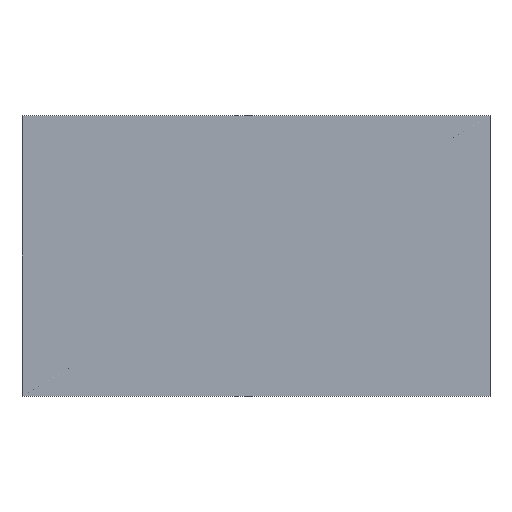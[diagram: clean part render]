
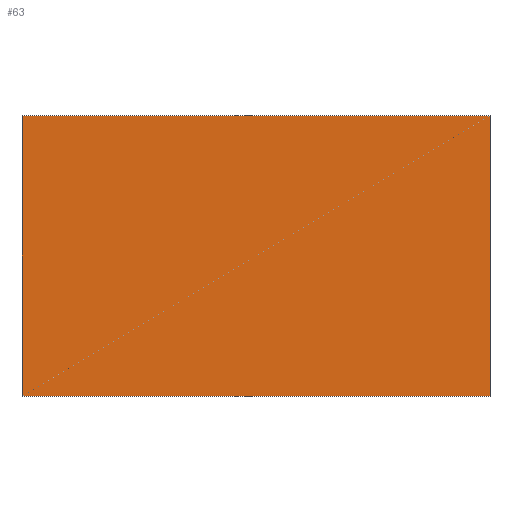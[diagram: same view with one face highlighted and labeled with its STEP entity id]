
A CAD part, front view. The second image highlights one B-rep face of the part: STEP entity #63.
In plain terms, the highlighted planar face has unit normal (0, -1, 0).
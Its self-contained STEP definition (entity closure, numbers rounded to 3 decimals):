
#63=ADVANCED_FACE('',(#152),#154,.F.);
#152=FACE_BOUND('',#153,.T.);
#153=EDGE_LOOP('',(#271,#272,#273,#274));
#154=PLANE('',#155);
#155=AXIS2_PLACEMENT_3D('',#156,#157,#158);
#156=CARTESIAN_POINT('',(0.,0.,0.));
#157=DIRECTION('',(0.,1.,0.));
#158=DIRECTION('',(0.,0.,-1.));
#271=ORIENTED_EDGE('',*,*,#314,.F.);
#272=ORIENTED_EDGE('',*,*,#310,.F.);
#273=ORIENTED_EDGE('',*,*,#308,.F.);
#274=ORIENTED_EDGE('',*,*,#303,.F.);
#303=EDGE_CURVE('',#347,#348,#349,.T.);
#308=EDGE_CURVE('',#348,#356,#357,.T.);
#310=EDGE_CURVE('',#356,#359,#360,.T.);
#314=EDGE_CURVE('',#359,#347,#366,.T.);
#347=VERTEX_POINT('',#435);
#348=VERTEX_POINT('',#436);
#349=LINE('',#437,#438);
#356=VERTEX_POINT('',#456);
#357=LINE('',#457,#458);
#359=VERTEX_POINT('',#463);
#360=LINE('',#464,#465);
#366=LINE('',#480,#481);
#435=CARTESIAN_POINT('',(35.,0.,21.));
#436=CARTESIAN_POINT('',(35.,0.,-21.));
#437=CARTESIAN_POINT('',(35.,0.,21.));
#438=VECTOR('',#439,1.);
#439=DIRECTION('',(0.,0.,-1.));
#456=CARTESIAN_POINT('',(-35.,0.,-21.));
#457=CARTESIAN_POINT('',(35.,0.,-21.));
#458=VECTOR('',#459,1.);
#459=DIRECTION('',(-1.,0.,0.));
#463=CARTESIAN_POINT('',(-35.,0.,21.));
#464=CARTESIAN_POINT('',(-35.,0.,-21.));
#465=VECTOR('',#466,1.);
#466=DIRECTION('',(0.,0.,1.));
#480=CARTESIAN_POINT('',(-35.,0.,21.));
#481=VECTOR('',#482,1.);
#482=DIRECTION('',(1.,0.,0.));
